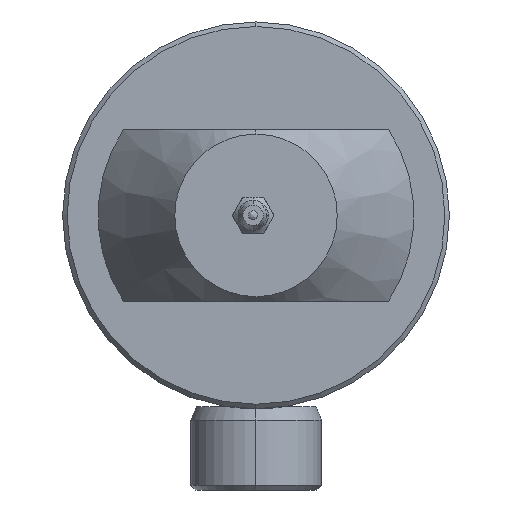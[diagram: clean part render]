
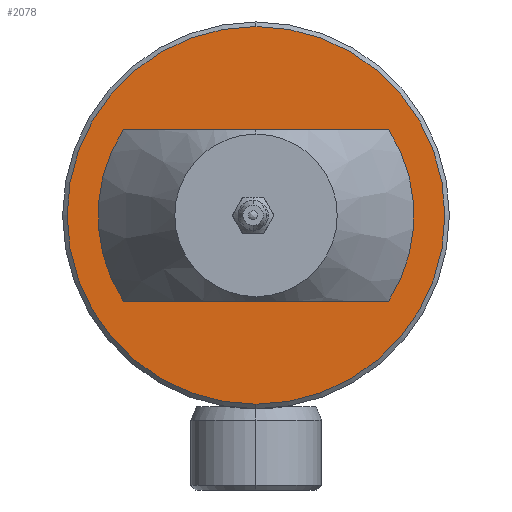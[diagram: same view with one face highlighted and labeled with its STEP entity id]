
A CAD part, left-side view. The second image highlights one B-rep face of the part: STEP entity #2078.
In plain terms, the highlighted planar face has unit normal (-1, 0, 0).
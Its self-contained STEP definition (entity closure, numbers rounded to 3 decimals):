
#336 = AXIS2_PLACEMENT_3D ( 'NONE', #1579, #4930, #2011 ) ;
#396 = VERTEX_POINT ( 'NONE', #2476 ) ;
#844 = DIRECTION ( 'NONE',  ( 0., 0., -1. ) ) ;
#1049 = CIRCLE ( 'NONE', #336, 35. ) ;
#1144 = EDGE_CURVE ( 'NONE', #1821, #3745, #1929, .T. ) ;
#1191 = DIRECTION ( 'NONE',  ( 0., 1., 0. ) ) ;
#1361 = CARTESIAN_POINT ( 'NONE',  ( 74., -29.394, 19. ) ) ;
#1579 = CARTESIAN_POINT ( 'NONE',  ( 74., 0., 0. ) ) ;
#1593 = ORIENTED_EDGE ( 'NONE', *, *, #1640, .F. ) ;
#1632 = CIRCLE ( 'NONE', #1920, 35. ) ;
#1640 = EDGE_CURVE ( 'NONE', #396, #1930, #1632, .T. ) ;
#1723 = ORIENTED_EDGE ( 'NONE', *, *, #2384, .T. ) ;
#1739 = CARTESIAN_POINT ( 'NONE',  ( 74., 0., 0. ) ) ;
#1821 = VERTEX_POINT ( 'NONE', #2007 ) ;
#1920 = AXIS2_PLACEMENT_3D ( 'NONE', #1739, #5538, #3212 ) ;
#1929 = CIRCLE ( 'NONE', #4392, 41.85 ) ;
#1930 = VERTEX_POINT ( 'NONE', #1361 ) ;
#1944 = EDGE_CURVE ( 'NONE', #5676, #1930, #3941, .T. ) ;
#2007 = CARTESIAN_POINT ( 'NONE',  ( 74., 0., -41.85 ) ) ;
#2011 = DIRECTION ( 'NONE',  ( 0., 0., 1. ) ) ;
#2078 = ADVANCED_FACE ( 'NONE', ( #2460, #3627 ), #3651, .F. ) ;
#2214 = CARTESIAN_POINT ( 'NONE',  ( 74., 35., 0. ) ) ;
#2233 = CARTESIAN_POINT ( 'NONE',  ( 74., 29.394, -19. ) ) ;
#2266 = VECTOR ( 'NONE', #1191, 1000. ) ;
#2384 = EDGE_CURVE ( 'NONE', #3745, #1821, #4243, .T. ) ;
#2460 = FACE_OUTER_BOUND ( 'NONE', #4224, .T. ) ;
#2476 = CARTESIAN_POINT ( 'NONE',  ( 74., -29.394, -19. ) ) ;
#2536 = CARTESIAN_POINT ( 'NONE',  ( 74., 63.605, -19. ) ) ;
#2654 = CARTESIAN_POINT ( 'NONE',  ( 74., 0., 0. ) ) ;
#2666 = EDGE_LOOP ( 'NONE', ( #1593, #3381, #2690, #3616 ) ) ;
#2684 = DIRECTION ( 'NONE',  ( 0., 0., -1. ) ) ;
#2690 = ORIENTED_EDGE ( 'NONE', *, *, #3108, .F. ) ;
#2724 = DIRECTION ( 'NONE',  ( 1., 0., 0. ) ) ;
#3108 = EDGE_CURVE ( 'NONE', #5676, #4945, #1049, .T. ) ;
#3212 = DIRECTION ( 'NONE',  ( 0., 0., 1. ) ) ;
#3381 = ORIENTED_EDGE ( 'NONE', *, *, #4325, .T. ) ;
#3601 = CARTESIAN_POINT ( 'NONE',  ( 74., 0., 0. ) ) ;
#3616 = ORIENTED_EDGE ( 'NONE', *, *, #1944, .T. ) ;
#3627 = FACE_BOUND ( 'NONE', #2666, .T. ) ;
#3651 = PLANE ( 'NONE',  #5770 ) ;
#3745 = VERTEX_POINT ( 'NONE', #4658 ) ;
#3941 = LINE ( 'NONE', #5136, #4095 ) ;
#4095 = VECTOR ( 'NONE', #4179, 1000. ) ;
#4179 = DIRECTION ( 'NONE',  ( 0., -1., 0. ) ) ;
#4224 = EDGE_LOOP ( 'NONE', ( #4689, #1723 ) ) ;
#4243 = CIRCLE ( 'NONE', #5643, 41.85 ) ;
#4325 = EDGE_CURVE ( 'NONE', #396, #4945, #5707, .T. ) ;
#4392 = AXIS2_PLACEMENT_3D ( 'NONE', #2654, #5545, #2684 ) ;
#4658 = CARTESIAN_POINT ( 'NONE',  ( 74., 0., 41.85 ) ) ;
#4689 = ORIENTED_EDGE ( 'NONE', *, *, #1144, .T. ) ;
#4712 = CARTESIAN_POINT ( 'NONE',  ( 74., 29.394, 19. ) ) ;
#4930 = DIRECTION ( 'NONE',  ( -1., 0., 0. ) ) ;
#4945 = VERTEX_POINT ( 'NONE', #2233 ) ;
#5136 = CARTESIAN_POINT ( 'NONE',  ( 74., 63.605, 19. ) ) ;
#5530 = DIRECTION ( 'NONE',  ( -1., 0., 0. ) ) ;
#5538 = DIRECTION ( 'NONE',  ( -1., 0., 0. ) ) ;
#5545 = DIRECTION ( 'NONE',  ( -1., 0., 0. ) ) ;
#5643 = AXIS2_PLACEMENT_3D ( 'NONE', #3601, #5530, #844 ) ;
#5676 = VERTEX_POINT ( 'NONE', #4712 ) ;
#5707 = LINE ( 'NONE', #2536, #2266 ) ;
#5770 = AXIS2_PLACEMENT_3D ( 'NONE', #2214, #2724, #6039 ) ;
#6039 = DIRECTION ( 'NONE',  ( 0., 0., -1. ) ) ;
